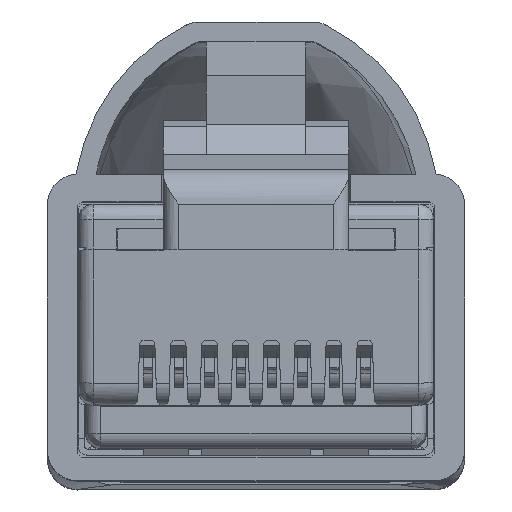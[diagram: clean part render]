
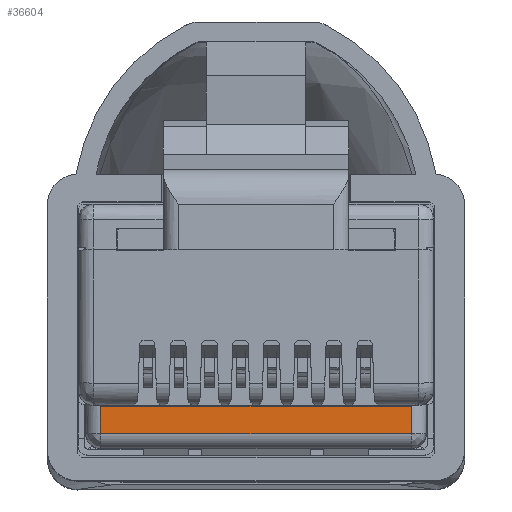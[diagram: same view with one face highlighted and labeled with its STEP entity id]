
A CAD part, top view. The second image highlights one B-rep face of the part: STEP entity #36604.
In plain terms, the highlighted planar face has unit normal (0, 0, 1).
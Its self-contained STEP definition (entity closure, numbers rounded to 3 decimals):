
#36577=AXIS2_PLACEMENT_3D('Plane Axis2P3D',#36574,#36575,#36576) ;
#33893=CARTESIAN_POINT('Vertex',(11.94,2.453,187.479)) ;
#34050=CARTESIAN_POINT('Vertex',(1.76,2.453,187.479)) ;
#34053=CARTESIAN_POINT('Line Origine',(6.85,2.453,187.479)) ;
#36574=CARTESIAN_POINT('Axis2P3D Location',(6.85,2.003,187.479)) ;
#36579=CARTESIAN_POINT('Line Origine',(11.94,2.003,187.479)) ;
#36583=CARTESIAN_POINT('Vertex',(11.94,1.553,187.479)) ;
#36586=CARTESIAN_POINT('Line Origine',(1.76,2.003,187.479)) ;
#36590=CARTESIAN_POINT('Vertex',(1.76,1.553,187.479)) ;
#36593=CARTESIAN_POINT('Line Origine',(6.85,1.553,187.479)) ;
#34054=DIRECTION('Vector Direction',(1.,0.,0.)) ;
#36575=DIRECTION('Axis2P3D Direction',(0.,0.,-1.)) ;
#36576=DIRECTION('Axis2P3D XDirection',(-1.,0.,0.)) ;
#36580=DIRECTION('Vector Direction',(0.,-1.,0.)) ;
#36587=DIRECTION('Vector Direction',(0.,1.,0.)) ;
#36594=DIRECTION('Vector Direction',(-1.,0.,0.)) ;
#34055=VECTOR('Line Direction',#34054,1.) ;
#36581=VECTOR('Line Direction',#36580,1.) ;
#36588=VECTOR('Line Direction',#36587,1.) ;
#36595=VECTOR('Line Direction',#36594,1.) ;
#36599=ORIENTED_EDGE('',*,*,#36585,.F.) ;
#36600=ORIENTED_EDGE('',*,*,#34057,.F.) ;
#36601=ORIENTED_EDGE('',*,*,#36592,.F.) ;
#36602=ORIENTED_EDGE('',*,*,#36597,.F.) ;
#36604=ADVANCED_FACE('Hauptkoerper',(#36603),#36578,.F.) ;
#34057=EDGE_CURVE('',#34051,#33894,#34056,.T.) ;
#36585=EDGE_CURVE('',#33894,#36584,#36582,.T.) ;
#36592=EDGE_CURVE('',#36591,#34051,#36589,.T.) ;
#36597=EDGE_CURVE('',#36584,#36591,#36596,.T.) ;
#36598=EDGE_LOOP('',(#36599,#36600,#36601,#36602)) ;
#36603=FACE_OUTER_BOUND('',#36598,.T.) ;
#34056=LINE('Line',#34053,#34055) ;
#36582=LINE('Line',#36579,#36581) ;
#36589=LINE('Line',#36586,#36588) ;
#36596=LINE('Line',#36593,#36595) ;
#36578=PLANE('',#36577) ;
#33894=VERTEX_POINT('',#33893) ;
#34051=VERTEX_POINT('',#34050) ;
#36584=VERTEX_POINT('',#36583) ;
#36591=VERTEX_POINT('',#36590) ;
